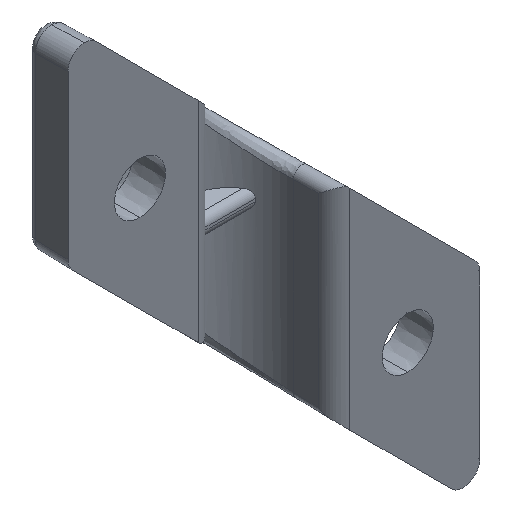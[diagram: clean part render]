
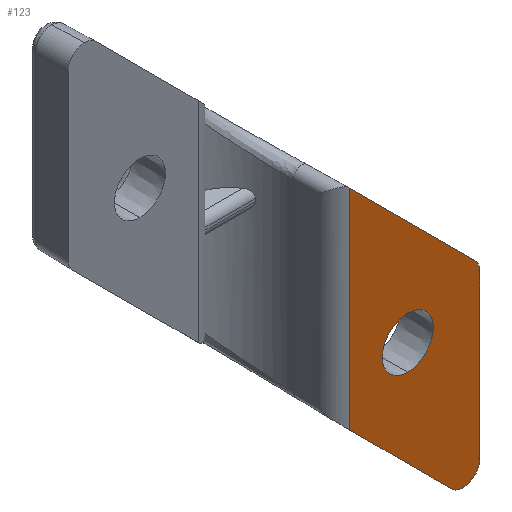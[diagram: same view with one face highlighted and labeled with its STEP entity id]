
A CAD part, isometric view. The second image highlights one B-rep face of the part: STEP entity #123.
In plain terms, the highlighted planar face has unit normal (0, -1, 0).
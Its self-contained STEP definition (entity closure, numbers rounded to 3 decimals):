
#1 = ORIENTED_EDGE ( 'NONE', *, *, #2978, .T. ) ;
#49 = ORIENTED_EDGE ( 'NONE', *, *, #1238, .T. ) ;
#123 = ADVANCED_FACE ( 'NONE', ( #1847, #1921 ), #721, .F. ) ;
#127 = CARTESIAN_POINT ( 'NONE',  ( 12.207, 0., -5.843 ) ) ;
#184 = DIRECTION ( 'NONE',  ( 0., 1., 0. ) ) ;
#191 = VERTEX_POINT ( 'NONE', #1554 ) ;
#204 = EDGE_CURVE ( 'NONE', #945, #2383, #773, .T. ) ;
#243 = CARTESIAN_POINT ( 'NONE',  ( 10.793, 0., -17.157 ) ) ;
#271 = EDGE_CURVE ( 'NONE', #2397, #191, #2613, .T. ) ;
#332 = CARTESIAN_POINT ( 'NONE',  ( 12.5, 0., 20. ) ) ;
#375 = CARTESIAN_POINT ( 'NONE',  ( -3.182, 0., -3.182 ) ) ;
#453 = DIRECTION ( 'NONE',  ( -1., 0., 0. ) ) ;
#497 = CARTESIAN_POINT ( 'NONE',  ( 8.132, 0., -8.132 ) ) ;
#581 = VECTOR ( 'NONE', #862, 1000. ) ;
#721 = PLANE ( 'NONE',  #1936 ) ;
#750 = CARTESIAN_POINT ( 'NONE',  ( 11.534, 0., -17.897 ) ) ;
#757 = DIRECTION ( 'NONE',  ( 0., 0., -1. ) ) ;
#773 = LINE ( 'NONE', #375, #2327 ) ;
#862 = DIRECTION ( 'NONE',  ( 0., 0., -1. ) ) ;
#900 = EDGE_CURVE ( 'NONE', #945, #2168, #1997, .T. ) ;
#908 = DIRECTION ( 'NONE',  ( 0., 1., 0. ) ) ;
#914 = CARTESIAN_POINT ( 'NONE',  ( 3.182, 0., 3.182 ) ) ;
#945 = VERTEX_POINT ( 'NONE', #243 ) ;
#977 = CARTESIAN_POINT ( 'NONE',  ( 4.605, 0., 20. ) ) ;
#1081 = CARTESIAN_POINT ( 'NONE',  ( 12.5, 0., -6.55 ) ) ;
#1224 = DIRECTION ( 'NONE',  ( 0., 0., 1. ) ) ;
#1227 = AXIS2_PLACEMENT_3D ( 'NONE', #497, #2143, #1224 ) ;
#1238 = EDGE_CURVE ( 'NONE', #1484, #2383, #2663, .T. ) ;
#1319 = CARTESIAN_POINT ( 'NONE',  ( 12.5, 0., -6.55 ) ) ;
#1451 = ORIENTED_EDGE ( 'NONE', *, *, #2698, .T. ) ;
#1456 = VERTEX_POINT ( 'NONE', #2587 ) ;
#1484 = VERTEX_POINT ( 'NONE', #2386 ) ;
#1511 = CARTESIAN_POINT ( 'NONE',  ( 4.605, 0., -10.969 ) ) ;
#1529 = CARTESIAN_POINT ( 'NONE',  ( 12.397, 0., -6.033 ) ) ;
#1554 = CARTESIAN_POINT ( 'NONE',  ( 8.132, 0., -9.682 ) ) ;
#1602 = CARTESIAN_POINT ( 'NONE',  ( 12.5, 0., -17.497 ) ) ;
#1646 = VECTOR ( 'NONE', #757, 1000. ) ;
#1728 = VERTEX_POINT ( 'NONE', #1319 ) ;
#1748 = CIRCLE ( 'NONE', #1227, 1.55 ) ;
#1774 = CARTESIAN_POINT ( 'NONE',  ( 12.5, 0., 0. ) ) ;
#1847 = FACE_OUTER_BOUND ( 'NONE', #2104, .T. ) ;
#1921 = FACE_BOUND ( 'NONE', #2865, .T. ) ;
#1936 = AXIS2_PLACEMENT_3D ( 'NONE', #332, #908, #453 ) ;
#1970 = LINE ( 'NONE', #914, #2257 ) ;
#1981 = EDGE_CURVE ( 'NONE', #1728, #2168, #2182, .T. ) ;
#1997 =( BOUNDED_CURVE ( )  B_SPLINE_CURVE ( 3, ( #2080, #750, #1602, #2069 ),
 .UNSPECIFIED., .F., .T. ) 
 B_SPLINE_CURVE_WITH_KNOTS ( ( 4, 4 ),
 ( 1.964, 4.319 ),
 .UNSPECIFIED. ) 
 CURVE ( )  GEOMETRIC_REPRESENTATION_ITEM ( )  RATIONAL_B_SPLINE_CURVE ( ( 1., 0.589, 0.589, 1. ) ) 
 REPRESENTATION_ITEM ( '' )  );
#2069 = CARTESIAN_POINT ( 'NONE',  ( 12.5, 0., -16.45 ) ) ;
#2072 = DIRECTION ( 'NONE',  ( -0.707, 0., 0.707 ) ) ;
#2080 = CARTESIAN_POINT ( 'NONE',  ( 10.793, 0., -17.157 ) ) ;
#2104 = EDGE_LOOP ( 'NONE', ( #2176, #49, #2406, #2314, #2568, #1 ) ) ;
#2143 = DIRECTION ( 'NONE',  ( 0., 1., 0. ) ) ;
#2150 = ORIENTED_EDGE ( 'NONE', *, *, #271, .T. ) ;
#2168 = VERTEX_POINT ( 'NONE', #2193 ) ;
#2176 = ORIENTED_EDGE ( 'NONE', *, *, #2659, .F. ) ;
#2182 = LINE ( 'NONE', #1774, #1646 ) ;
#2193 = CARTESIAN_POINT ( 'NONE',  ( 12.5, 0., -16.45 ) ) ;
#2257 = VECTOR ( 'NONE', #2306, 1000. ) ;
#2277 = CARTESIAN_POINT ( 'NONE',  ( 8.132, 0., -6.582 ) ) ;
#2306 = DIRECTION ( 'NONE',  ( 0.707, 0., -0.707 ) ) ;
#2314 = ORIENTED_EDGE ( 'NONE', *, *, #900, .T. ) ;
#2327 = VECTOR ( 'NONE', #2072, 1000. ) ;
#2383 = VERTEX_POINT ( 'NONE', #1511 ) ;
#2386 = CARTESIAN_POINT ( 'NONE',  ( 4.605, 0., 1.759 ) ) ;
#2397 = VERTEX_POINT ( 'NONE', #2277 ) ;
#2406 = ORIENTED_EDGE ( 'NONE', *, *, #204, .F. ) ;
#2506 =( BOUNDED_CURVE ( )  B_SPLINE_CURVE ( 3, ( #1081, #2939, #1529, #127 ),
 .UNSPECIFIED., .F., .T. ) 
 B_SPLINE_CURVE_WITH_KNOTS ( ( 4, 4 ),
 ( 5.891, 6.676 ),
 .UNSPECIFIED. ) 
 CURVE ( )  GEOMETRIC_REPRESENTATION_ITEM ( )  RATIONAL_B_SPLINE_CURVE ( ( 1., 0.949, 0.949, 1. ) ) 
 REPRESENTATION_ITEM ( '' )  );
#2568 = ORIENTED_EDGE ( 'NONE', *, *, #1981, .F. ) ;
#2587 = CARTESIAN_POINT ( 'NONE',  ( 12.207, 0., -5.843 ) ) ;
#2613 = CIRCLE ( 'NONE', #2885, 1.55 ) ;
#2659 = EDGE_CURVE ( 'NONE', #1484, #1456, #1970, .T. ) ;
#2663 = LINE ( 'NONE', #977, #581 ) ;
#2698 = EDGE_CURVE ( 'NONE', #191, #2397, #1748, .T. ) ;
#2716 = CARTESIAN_POINT ( 'NONE',  ( 8.132, 0., -8.132 ) ) ;
#2865 = EDGE_LOOP ( 'NONE', ( #2150, #1451 ) ) ;
#2885 = AXIS2_PLACEMENT_3D ( 'NONE', #2716, #184, #3000 ) ;
#2939 = CARTESIAN_POINT ( 'NONE',  ( 12.5, 0., -6.281 ) ) ;
#2978 = EDGE_CURVE ( 'NONE', #1728, #1456, #2506, .T. ) ;
#3000 = DIRECTION ( 'NONE',  ( 0., 0., 1. ) ) ;
